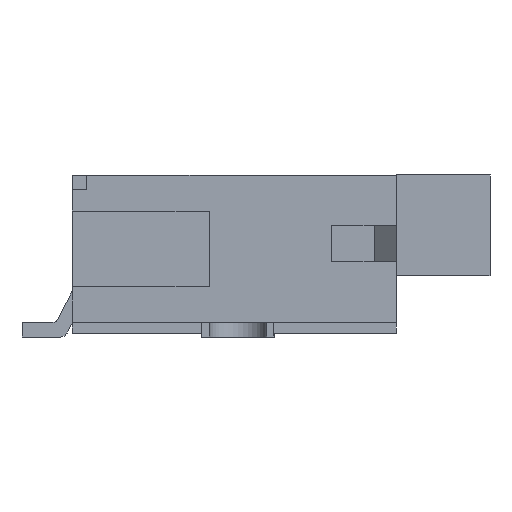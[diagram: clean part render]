
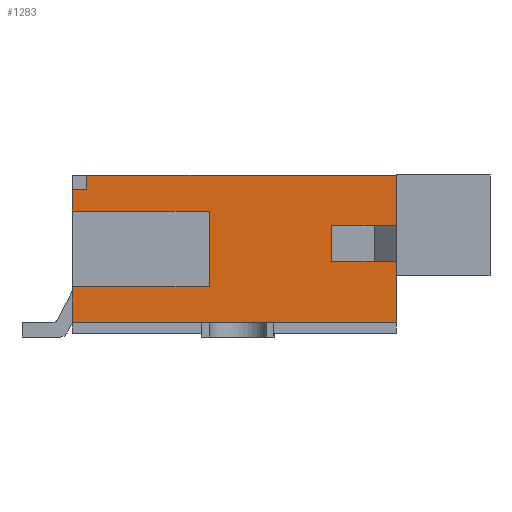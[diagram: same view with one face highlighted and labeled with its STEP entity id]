
A CAD part, left-side view. The second image highlights one B-rep face of the part: STEP entity #1283.
In plain terms, the highlighted planar face has unit normal (-1, 0, 0).
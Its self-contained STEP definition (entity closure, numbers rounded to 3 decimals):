
#1283 = ADVANCED_FACE( '', ( #2487 ), #2488, .T. );
#2487 = FACE_OUTER_BOUND( '', #3710, .T. );
#2488 = PLANE( '', #3711 );
#3710 = EDGE_LOOP( '', ( #7248, #7249, #7250, #7251, #7252, #7253, #7254, #7255, #7256, #7257, #7258, #7259, #7260, #7261 ) );
#3711 = AXIS2_PLACEMENT_3D( '', #7262, #7263, #7264 );
#7248 = ORIENTED_EDGE( '', *, *, #9221, .F. );
#7249 = ORIENTED_EDGE( '', *, *, #9269, .F. );
#7250 = ORIENTED_EDGE( '', *, *, #10069, .T. );
#7251 = ORIENTED_EDGE( '', *, *, #9068, .F. );
#7252 = ORIENTED_EDGE( '', *, *, #8897, .T. );
#7253 = ORIENTED_EDGE( '', *, *, #9450, .T. );
#7254 = ORIENTED_EDGE( '', *, *, #10070, .T. );
#7255 = ORIENTED_EDGE( '', *, *, #10071, .F. );
#7256 = ORIENTED_EDGE( '', *, *, #9380, .T. );
#7257 = ORIENTED_EDGE( '', *, *, #10072, .T. );
#7258 = ORIENTED_EDGE( '', *, *, #10073, .T. );
#7259 = ORIENTED_EDGE( '', *, *, #8508, .T. );
#7260 = ORIENTED_EDGE( '', *, *, #10074, .T. );
#7261 = ORIENTED_EDGE( '', *, *, #10075, .T. );
#7262 = CARTESIAN_POINT( '', ( -13.3, 0., 0. ) );
#7263 = DIRECTION( '', ( -1., 0., 0. ) );
#7264 = DIRECTION( '', ( 0., 0., 1. ) );
#8508 = EDGE_CURVE( '', #10332, #10330, #10333, .T. );
#8897 = EDGE_CURVE( '', #11021, #11025, #11027, .T. );
#9068 = EDGE_CURVE( '', #11021, #11310, #11313, .T. );
#9221 = EDGE_CURVE( '', #11554, #11555, #11556, .T. );
#9269 = EDGE_CURVE( '', #11626, #11554, #11628, .T. );
#9380 = EDGE_CURVE( '', #11798, #11796, #11799, .T. );
#9450 = EDGE_CURVE( '', #11025, #11911, #11914, .T. );
#10069 = EDGE_CURVE( '', #11626, #11310, #12770, .T. );
#10070 = EDGE_CURVE( '', #11911, #12771, #12772, .T. );
#10071 = EDGE_CURVE( '', #11798, #12771, #12773, .T. );
#10072 = EDGE_CURVE( '', #11796, #12774, #12775, .T. );
#10073 = EDGE_CURVE( '', #12774, #10332, #12776, .T. );
#10074 = EDGE_CURVE( '', #10330, #12777, #12778, .T. );
#10075 = EDGE_CURVE( '', #12777, #11555, #12779, .T. );
#10330 = VERTEX_POINT( '', #13066 );
#10332 = VERTEX_POINT( '', #13069 );
#10333 = LINE( '', #13070, #13071 );
#11021 = VERTEX_POINT( '', #14033 );
#11025 = VERTEX_POINT( '', #14039 );
#11027 = LINE( '', #14042, #14043 );
#11310 = VERTEX_POINT( '', #14474 );
#11313 = LINE( '', #14479, #14480 );
#11554 = VERTEX_POINT( '', #14837 );
#11555 = VERTEX_POINT( '', #14838 );
#11556 = LINE( '', #14839, #14840 );
#11626 = VERTEX_POINT( '', #14950 );
#11628 = LINE( '', #14953, #14954 );
#11796 = VERTEX_POINT( '', #15197 );
#11798 = VERTEX_POINT( '', #15200 );
#11799 = LINE( '', #15201, #15202 );
#11911 = VERTEX_POINT( '', #15380 );
#11914 = LINE( '', #15384, #15385 );
#12770 = LINE( '', #16656, #16657 );
#12771 = VERTEX_POINT( '', #16658 );
#12772 = LINE( '', #16659, #16660 );
#12773 = LINE( '', #16661, #16662 );
#12774 = VERTEX_POINT( '', #16663 );
#12775 = LINE( '', #16664, #16665 );
#12776 = LINE( '', #16666, #16667 );
#12777 = VERTEX_POINT( '', #16668 );
#12778 = LINE( '', #16669, #16670 );
#12779 = LINE( '', #16671, #16672 );
#13066 = CARTESIAN_POINT( '', ( -13.3, -2.25, 0.4 ) );
#13069 = CARTESIAN_POINT( '', ( -13.3, -1.35, 0.4 ) );
#13070 = CARTESIAN_POINT( '', ( -13.3, -1.35, 0.4 ) );
#13071 = VECTOR( '', #17021, 1000. );
#14033 = CARTESIAN_POINT( '', ( -13.3, 0.35, 0.6 ) );
#14039 = CARTESIAN_POINT( '', ( -13.3, 0.35, -0.45 ) );
#14042 = CARTESIAN_POINT( '', ( -13.3, 0.35, 0.6 ) );
#14043 = VECTOR( '', #17470, 1000. );
#14474 = CARTESIAN_POINT( '', ( -13.3, 2.25, 0.6 ) );
#14479 = CARTESIAN_POINT( '', ( -13.3, 0.35, 0.6 ) );
#14480 = VECTOR( '', #17630, 1000. );
#14837 = CARTESIAN_POINT( '', ( -13.3, 2.05, 0.9 ) );
#14838 = CARTESIAN_POINT( '', ( -13.3, 2.05, 1.1 ) );
#14839 = CARTESIAN_POINT( '', ( -13.3, 2.05, 0. ) );
#14840 = VECTOR( '', #17753, 1000. );
#14950 = CARTESIAN_POINT( '', ( -13.3, 2.25, 0.9 ) );
#14953 = CARTESIAN_POINT( '', ( -13.3, 0., 0.9 ) );
#14954 = VECTOR( '', #17801, 1000. );
#15197 = CARTESIAN_POINT( '', ( -13.3, -2.25, -0.1 ) );
#15200 = CARTESIAN_POINT( '', ( -13.3, -2.25, -0.95 ) );
#15201 = CARTESIAN_POINT( '', ( -13.3, -2.25, -1.1 ) );
#15202 = VECTOR( '', #17905, 1000. );
#15380 = CARTESIAN_POINT( '', ( -13.3, 2.25, -0.45 ) );
#15384 = CARTESIAN_POINT( '', ( -13.3, 0.35, -0.45 ) );
#15385 = VECTOR( '', #17973, 1000. );
#16656 = CARTESIAN_POINT( '', ( -13.3, 2.25, 1.1 ) );
#16657 = VECTOR( '', #18563, 1000. );
#16658 = CARTESIAN_POINT( '', ( -13.3, 2.25, -0.95 ) );
#16659 = CARTESIAN_POINT( '', ( -13.3, 2.25, 1.1 ) );
#16660 = VECTOR( '', #18564, 1000. );
#16661 = CARTESIAN_POINT( '', ( -13.3, -2.25, -0.95 ) );
#16662 = VECTOR( '', #18565, 1000. );
#16663 = CARTESIAN_POINT( '', ( -13.3, -1.35, -0.1 ) );
#16664 = CARTESIAN_POINT( '', ( -13.3, -2.25, -0.1 ) );
#16665 = VECTOR( '', #18566, 1000. );
#16666 = CARTESIAN_POINT( '', ( -13.3, -1.35, -0.1 ) );
#16667 = VECTOR( '', #18567, 1000. );
#16668 = CARTESIAN_POINT( '', ( -13.3, -2.25, 1.1 ) );
#16669 = CARTESIAN_POINT( '', ( -13.3, -2.25, -1.1 ) );
#16670 = VECTOR( '', #18568, 1000. );
#16671 = CARTESIAN_POINT( '', ( -13.3, -2.25, 1.1 ) );
#16672 = VECTOR( '', #18569, 1000. );
#17021 = DIRECTION( '', ( 0., -1., 0. ) );
#17470 = DIRECTION( '', ( 0., 0., -1. ) );
#17630 = DIRECTION( '', ( 0., 1., 0. ) );
#17753 = DIRECTION( '', ( 0., 0., 1. ) );
#17801 = DIRECTION( '', ( 0., -1., 0. ) );
#17905 = DIRECTION( '', ( 0., 0., 1. ) );
#17973 = DIRECTION( '', ( 0., 1., 0. ) );
#18563 = DIRECTION( '', ( 0., 0., -1. ) );
#18564 = DIRECTION( '', ( 0., 0., -1. ) );
#18565 = DIRECTION( '', ( 0., 1., 0. ) );
#18566 = DIRECTION( '', ( 0., 1., 0. ) );
#18567 = DIRECTION( '', ( 0., 0., 1. ) );
#18568 = DIRECTION( '', ( 0., 0., 1. ) );
#18569 = DIRECTION( '', ( 0., 1., 0. ) );
